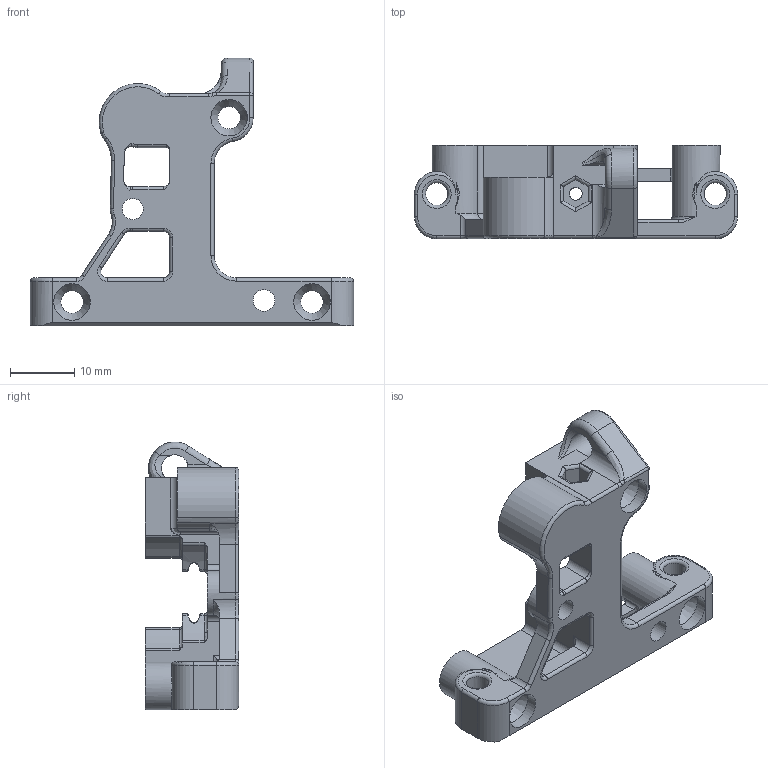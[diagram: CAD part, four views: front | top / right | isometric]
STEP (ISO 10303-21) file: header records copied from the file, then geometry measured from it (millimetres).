
FILE_DESCRIPTION(/* description */ (''),/* implementation_level */ '2;1');
FILE_NAME(/* name */ 'Kami Mini.step',/* time_stamp */ '2022-09-20T08:46:57-07:00',/* author */ (''),/* organization */ (''),/* preprocessor_version */ 'ST-DEVELOPER v19',/* originating_system */ 'Autodesk Translation Framework v11.7.0.108',/* authorisation */ '');
FILE_SCHEMA (('AUTOMOTIVE_DESIGN { 1 0 10303 214 3 1 1 }'));
Length unit declared in the file: millimetre
Products named in the file (2): Kami Mini; Front Plate-offset hole
Assembly tree (1 placements, depth 2):
  Kami Mini
    Front Plate-offset hole
Bounding box: 50.5 x 14.6 x 41.87 mm (x, y, z)
Volume: 6437.7 mm3; surface area: 5431.5 mm2
Topology: 1 solids, 1 shells, 253 faces, 673 edges, 412 vertices
Faces by surface type: cylinder 117, plane 59, torus 56, bspline 10, cone 6, sphere 5
Full cylindrical faces by diameter (mm): 2 x2, 3.3 x1, 3.4 x1, 3.5 x5, 4.2 x2, 5.7 x3, 6.1 x1, 7.5 x1
Entity records: 9018 total; most frequent: CARTESIAN_POINT 2596, DIRECTION 1386, ORIENTED_EDGE 1336, EDGE_CURVE 668, AXIS2_PLACEMENT_3D 555, VERTEX_POINT 413, CIRCLE 284, EDGE_LOOP 279
